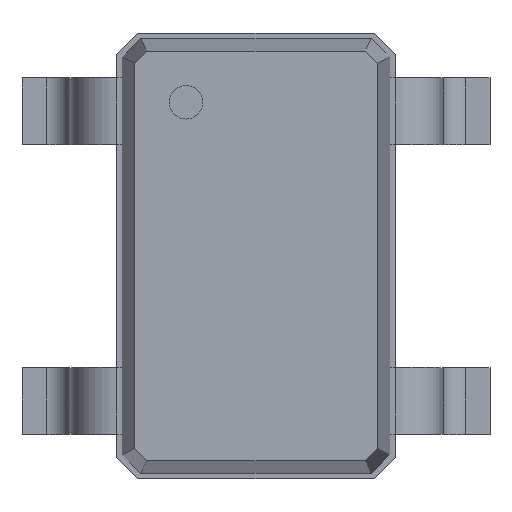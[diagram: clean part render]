
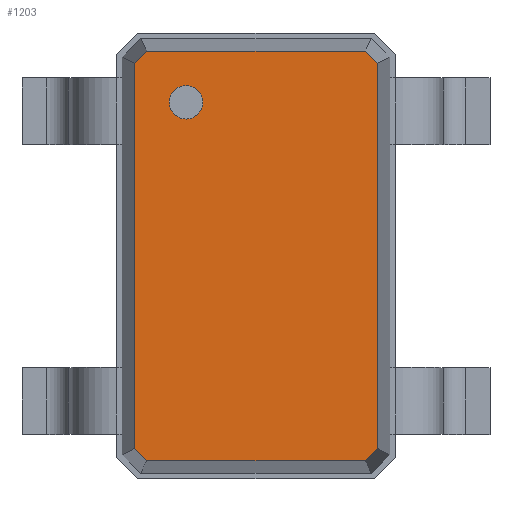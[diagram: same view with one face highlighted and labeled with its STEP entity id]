
A CAD part, top view. The second image highlights one B-rep face of the part: STEP entity #1203.
In plain terms, the highlighted planar face has unit normal (0, 0, 1).
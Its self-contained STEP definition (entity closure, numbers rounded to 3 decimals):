
#13=DIRECTION('',(0.,0.,1.));
#27=VECTOR('',#28,1.);
#28=DIRECTION('',(1.,0.,0.));
#51=VECTOR('',#52,1.);
#52=DIRECTION('',(0.707,-0.707,0.));
#58=VECTOR('',#59,1.);
#59=DIRECTION('',(0.,-1.,0.));
#65=VECTOR('',#66,1.);
#66=DIRECTION('',(-0.707,-0.707,0.));
#72=VECTOR('',#73,1.);
#73=DIRECTION('',(-1.,0.,0.));
#79=VECTOR('',#80,1.);
#80=DIRECTION('',(-0.707,0.707,0.));
#86=VECTOR('',#87,1.);
#87=DIRECTION('',(0.,1.,0.));
#91=VECTOR('',#92,1.);
#92=DIRECTION('',(0.707,0.707,0.));
#587=VERTEX_POINT('',#588);
#588=CARTESIAN_POINT('',(-0.544,0.864,1.05));
#590=ORIENTED_EDGE('',*,*,#591,.F.);
#591=EDGE_CURVE('',#592,#587,#594,.T.);
#592=VERTEX_POINT('',#593);
#593=CARTESIAN_POINT('',(-0.544,-0.864,1.05));
#594=LINE('',#593,#86);
#605=VERTEX_POINT('',#606);
#606=CARTESIAN_POINT('',(-0.489,0.919,1.05));
#608=ORIENTED_EDGE('',*,*,#609,.F.);
#609=EDGE_CURVE('',#587,#605,#610,.T.);
#610=LINE('',#588,#91);
#619=VERTEX_POINT('',#620);
#620=CARTESIAN_POINT('',(0.489,0.919,1.05));
#622=ORIENTED_EDGE('',*,*,#623,.F.);
#623=EDGE_CURVE('',#605,#619,#624,.T.);
#624=LINE('',#606,#27);
#633=VERTEX_POINT('',#634);
#634=CARTESIAN_POINT('',(0.544,0.864,1.05));
#636=ORIENTED_EDGE('',*,*,#637,.F.);
#637=EDGE_CURVE('',#619,#633,#638,.T.);
#638=LINE('',#620,#51);
#663=VERTEX_POINT('',#664);
#664=CARTESIAN_POINT('',(0.544,-0.864,1.05));
#666=ORIENTED_EDGE('',*,*,#667,.F.);
#667=EDGE_CURVE('',#633,#663,#668,.T.);
#668=LINE('',#634,#58);
#1203=ADVANCED_FACE('',(#1204,#1219),#1229,.T.);
#1204=FACE_BOUND('',#1205,.T.);
#1205=EDGE_LOOP('',(#622,#608,#590,#1206,#1211,#1216,#666,#636));
#1206=ORIENTED_EDGE('',*,*,#1207,.F.);
#1207=EDGE_CURVE('',#1208,#592,#1210,.T.);
#1208=VERTEX_POINT('',#1209);
#1209=CARTESIAN_POINT('',(-0.489,-0.919,1.05));
#1210=LINE('',#1209,#79);
#1211=ORIENTED_EDGE('',*,*,#1212,.F.);
#1212=EDGE_CURVE('',#1213,#1208,#1215,.T.);
#1213=VERTEX_POINT('',#1214);
#1214=CARTESIAN_POINT('',(0.489,-0.919,1.05));
#1215=LINE('',#1214,#72);
#1216=ORIENTED_EDGE('',*,*,#1217,.F.);
#1217=EDGE_CURVE('',#663,#1213,#1218,.T.);
#1218=LINE('',#664,#65);
#1219=FACE_BOUND('',#1220,.T.);
#1220=EDGE_LOOP('',(#1221));
#1221=ORIENTED_EDGE('',*,*,#1222,.T.);
#1222=EDGE_CURVE('',#1223,#1223,#1225,.T.);
#1223=VERTEX_POINT('',#1224);
#1224=CARTESIAN_POINT('',(-0.314,0.614,1.05));
#1225=CIRCLE('',#1226,0.075);
#1226=AXIS2_PLACEMENT_3D('',#1227,#1228,#59);
#1227=CARTESIAN_POINT('',(-0.314,0.689,1.05));
#1228=DIRECTION('',(0.,-0.,-1.));
#1229=PLANE('',#1230);
#1230=AXIS2_PLACEMENT_3D('',#606,#13,#1231);
#1231=DIRECTION('',(0.47,-0.883,0.));
